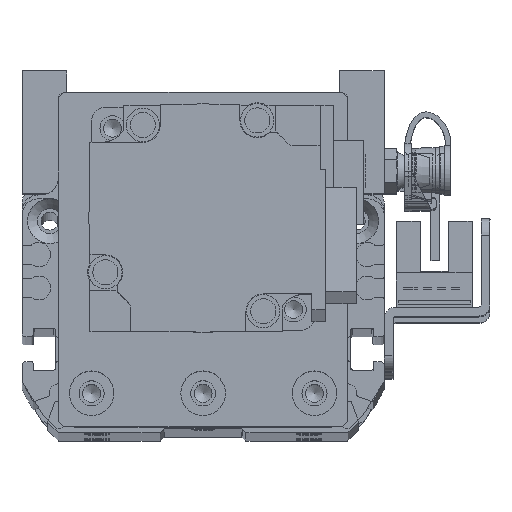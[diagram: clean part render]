
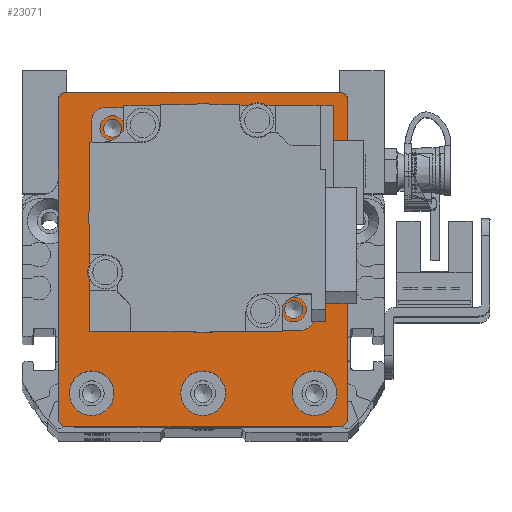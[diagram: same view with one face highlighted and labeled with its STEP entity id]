
A CAD part, top view. The second image highlights one B-rep face of the part: STEP entity #23071.
In plain terms, the highlighted planar face has unit normal (0, 0, 1).
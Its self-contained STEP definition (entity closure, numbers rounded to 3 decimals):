
#1451=FACE_BOUND('',#4743,.T.);
#1452=FACE_BOUND('',#4744,.T.);
#1453=FACE_BOUND('',#4745,.T.);
#1454=FACE_BOUND('',#4746,.T.);
#1455=FACE_BOUND('',#4747,.T.);
#1456=FACE_BOUND('',#4748,.T.);
#1457=FACE_BOUND('',#4749,.T.);
#1458=FACE_BOUND('',#4750,.T.);
#1981=PLANE('',#25755);
#3178=FACE_OUTER_BOUND('',#4742,.T.);
#4742=EDGE_LOOP('',(#20967,#20968,#20969,#20970,#20971,#20972,#20973,#20974));
#4743=EDGE_LOOP('',(#20975));
#4744=EDGE_LOOP('',(#20976));
#4745=EDGE_LOOP('',(#20977));
#4746=EDGE_LOOP('',(#20978));
#4747=EDGE_LOOP('',(#20979));
#4748=EDGE_LOOP('',(#20980));
#4749=EDGE_LOOP('',(#20981));
#4750=EDGE_LOOP('',(#20982));
#6515=LINE('',#40709,#8369);
#6521=LINE('',#40720,#8375);
#6528=LINE('',#40747,#8382);
#6531=LINE('',#40752,#8385);
#6532=LINE('',#40755,#8386);
#6535=LINE('',#40760,#8389);
#6536=LINE('',#40763,#8390);
#6558=LINE('',#40860,#8412);
#8369=VECTOR('',#31973,10.);
#8375=VECTOR('',#31981,10.);
#8382=VECTOR('',#32004,10.);
#8385=VECTOR('',#32009,10.);
#8386=VECTOR('',#32012,10.);
#8389=VECTOR('',#32017,10.);
#8390=VECTOR('',#32020,10.);
#8412=VECTOR('',#32136,10.);
#9632=CIRCLE('',#25718,4.);
#9635=CIRCLE('',#25724,4.);
#9638=CIRCLE('',#25730,4.);
#9640=CIRCLE('',#25735,1.621);
#9642=CIRCLE('',#25739,1.621);
#9644=CIRCLE('',#25743,1.621);
#9646=CIRCLE('',#25747,1.621);
#9649=CIRCLE('',#25753,15.);
#11624=VERTEX_POINT('',#40707);
#11625=VERTEX_POINT('',#40708);
#11629=VERTEX_POINT('',#40718);
#11641=VERTEX_POINT('',#40746);
#11642=VERTEX_POINT('',#40750);
#11643=VERTEX_POINT('',#40754);
#11644=VERTEX_POINT('',#40758);
#11645=VERTEX_POINT('',#40762);
#11652=VERTEX_POINT('',#40785);
#11655=VERTEX_POINT('',#40796);
#11658=VERTEX_POINT('',#40807);
#11661=VERTEX_POINT('',#40818);
#11664=VERTEX_POINT('',#40827);
#11667=VERTEX_POINT('',#40836);
#11670=VERTEX_POINT('',#40845);
#11673=VERTEX_POINT('',#40856);
#14729=EDGE_CURVE('',#11624,#11625,#6515,.T.);
#14735=EDGE_CURVE('',#11624,#11629,#6521,.T.);
#14748=EDGE_CURVE('',#11641,#11629,#6528,.T.);
#14751=EDGE_CURVE('',#11641,#11642,#6531,.T.);
#14752=EDGE_CURVE('',#11643,#11642,#6532,.T.);
#14755=EDGE_CURVE('',#11643,#11644,#6535,.T.);
#14756=EDGE_CURVE('',#11645,#11644,#6536,.T.);
#14766=EDGE_CURVE('',#11652,#11652,#9632,.T.);
#14771=EDGE_CURVE('',#11655,#11655,#9635,.T.);
#14776=EDGE_CURVE('',#11658,#11658,#9638,.T.);
#14781=EDGE_CURVE('',#11661,#11661,#9640,.T.);
#14785=EDGE_CURVE('',#11664,#11664,#9642,.T.);
#14789=EDGE_CURVE('',#11667,#11667,#9644,.T.);
#14793=EDGE_CURVE('',#11670,#11670,#9646,.T.);
#14799=EDGE_CURVE('',#11673,#11673,#9649,.T.);
#14800=EDGE_CURVE('',#11645,#11625,#6558,.T.);
#20967=ORIENTED_EDGE('',*,*,#14729,.F.);
#20968=ORIENTED_EDGE('',*,*,#14735,.T.);
#20969=ORIENTED_EDGE('',*,*,#14748,.F.);
#20970=ORIENTED_EDGE('',*,*,#14751,.T.);
#20971=ORIENTED_EDGE('',*,*,#14752,.F.);
#20972=ORIENTED_EDGE('',*,*,#14755,.T.);
#20973=ORIENTED_EDGE('',*,*,#14756,.F.);
#20974=ORIENTED_EDGE('',*,*,#14800,.T.);
#20975=ORIENTED_EDGE('',*,*,#14766,.T.);
#20976=ORIENTED_EDGE('',*,*,#14771,.T.);
#20977=ORIENTED_EDGE('',*,*,#14776,.T.);
#20978=ORIENTED_EDGE('',*,*,#14781,.T.);
#20979=ORIENTED_EDGE('',*,*,#14785,.T.);
#20980=ORIENTED_EDGE('',*,*,#14789,.T.);
#20981=ORIENTED_EDGE('',*,*,#14793,.T.);
#20982=ORIENTED_EDGE('',*,*,#14799,.T.);
#23071=ADVANCED_FACE('',(#3178,#1451,#1452,#1453,#1454,#1455,#1456,#1457,
#1458),#1981,.T.);
#25718=AXIS2_PLACEMENT_3D('',#40786,#32046,#32047);
#25724=AXIS2_PLACEMENT_3D('',#40797,#32060,#32061);
#25730=AXIS2_PLACEMENT_3D('',#40808,#32074,#32075);
#25735=AXIS2_PLACEMENT_3D('',#40819,#32087,#32088);
#25739=AXIS2_PLACEMENT_3D('',#40828,#32097,#32098);
#25743=AXIS2_PLACEMENT_3D('',#40837,#32107,#32108);
#25747=AXIS2_PLACEMENT_3D('',#40846,#32117,#32118);
#25753=AXIS2_PLACEMENT_3D('',#40858,#32132,#32133);
#25755=AXIS2_PLACEMENT_3D('',#40861,#32137,#32138);
#31973=DIRECTION('',(0.707,0.707,0.));
#31981=DIRECTION('',(0.,-1.,0.));
#32004=DIRECTION('',(-0.707,0.707,0.));
#32009=DIRECTION('',(1.,0.,0.));
#32012=DIRECTION('',(-0.707,-0.707,0.));
#32017=DIRECTION('',(0.,1.,0.));
#32020=DIRECTION('',(0.707,-0.707,0.));
#32046=DIRECTION('center_axis',(0.,0.,-1.));
#32047=DIRECTION('ref_axis',(1.,0.,0.));
#32060=DIRECTION('center_axis',(0.,0.,-1.));
#32061=DIRECTION('ref_axis',(1.,0.,0.));
#32074=DIRECTION('center_axis',(0.,0.,-1.));
#32075=DIRECTION('ref_axis',(1.,0.,0.));
#32087=DIRECTION('center_axis',(0.,0.,-1.));
#32088=DIRECTION('ref_axis',(1.,0.,0.));
#32097=DIRECTION('center_axis',(0.,0.,-1.));
#32098=DIRECTION('ref_axis',(1.,0.,0.));
#32107=DIRECTION('center_axis',(0.,0.,-1.));
#32108=DIRECTION('ref_axis',(1.,0.,0.));
#32117=DIRECTION('center_axis',(0.,0.,-1.));
#32118=DIRECTION('ref_axis',(1.,0.,0.));
#32132=DIRECTION('center_axis',(0.,0.,-1.));
#32133=DIRECTION('ref_axis',(-1.,0.,0.));
#32136=DIRECTION('',(-1.,0.,0.));
#32137=DIRECTION('center_axis',(0.,0.,1.));
#32138=DIRECTION('ref_axis',(1.,0.,0.));
#40707=CARTESIAN_POINT('',(-26.,29.,12.5));
#40708=CARTESIAN_POINT('',(-25.,30.,12.5));
#40709=CARTESIAN_POINT('',(-26.5,28.5,12.5));
#40718=CARTESIAN_POINT('',(-26.,-29.,12.5));
#40720=CARTESIAN_POINT('',(-26.,30.,12.5));
#40746=CARTESIAN_POINT('',(-25.,-30.,12.5));
#40747=CARTESIAN_POINT('',(-26.5,-28.5,12.5));
#40750=CARTESIAN_POINT('',(25.,-30.,12.5));
#40752=CARTESIAN_POINT('',(-26.,-30.,12.5));
#40754=CARTESIAN_POINT('',(26.,-29.,12.5));
#40755=CARTESIAN_POINT('',(26.5,-28.5,12.5));
#40758=CARTESIAN_POINT('',(26.,29.,12.5));
#40760=CARTESIAN_POINT('',(26.,-30.,12.5));
#40762=CARTESIAN_POINT('',(25.,30.,12.5));
#40763=CARTESIAN_POINT('',(26.5,28.5,12.5));
#40785=CARTESIAN_POINT('',(16.,-24.,12.5));
#40786=CARTESIAN_POINT('Origin',(20.,-24.,12.5));
#40796=CARTESIAN_POINT('',(-24.,-24.,12.5));
#40797=CARTESIAN_POINT('Origin',(-20.,-24.,12.5));
#40807=CARTESIAN_POINT('',(-4.,-24.,12.5));
#40808=CARTESIAN_POINT('Origin',(0.,-24.,12.5));
#40818=CARTESIAN_POINT('',(14.642,-8.963,12.5));
#40819=CARTESIAN_POINT('Origin',(16.263,-8.963,12.5));
#40827=CARTESIAN_POINT('',(-17.884,23.563,12.5));
#40828=CARTESIAN_POINT('Origin',(-16.263,23.563,12.5));
#40836=CARTESIAN_POINT('',(14.642,23.563,12.5));
#40837=CARTESIAN_POINT('Origin',(16.263,23.563,12.5));
#40845=CARTESIAN_POINT('',(-17.884,-8.963,12.5));
#40846=CARTESIAN_POINT('Origin',(-16.263,-8.963,12.5));
#40856=CARTESIAN_POINT('',(15.,7.3,12.5));
#40858=CARTESIAN_POINT('Origin',(0.,7.3,12.5));
#40860=CARTESIAN_POINT('',(26.,30.,12.5));
#40861=CARTESIAN_POINT('Origin',(0.,0.,12.5));
